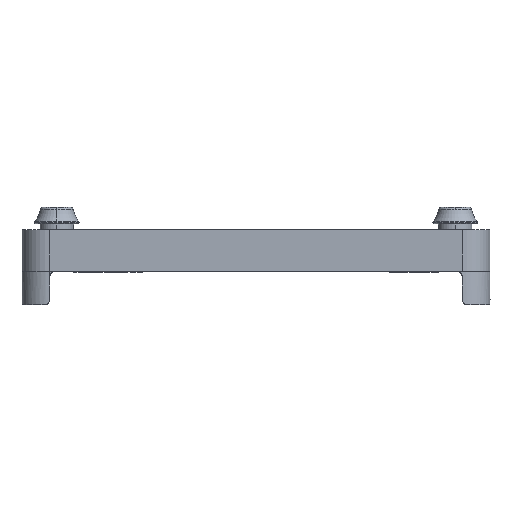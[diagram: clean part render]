
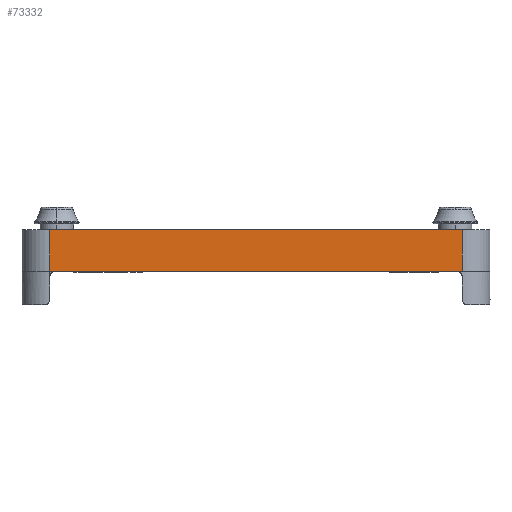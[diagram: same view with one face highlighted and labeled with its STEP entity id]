
A CAD part, left-side view. The second image highlights one B-rep face of the part: STEP entity #73332.
In plain terms, the highlighted planar face has unit normal (-1, 0, 0).
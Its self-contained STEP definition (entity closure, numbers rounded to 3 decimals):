
#1200=CARTESIAN_POINT('',(-42.0,36.968,-2.0));
#1201=VERTEX_POINT('',#1200);
#4759=CARTESIAN_POINT('',(-42.0,-36.968,-2.0));
#4760=VERTEX_POINT('',#4759);
#4768=CARTESIAN_POINT('',(-42.0,-36.968,-2.0));
#4769=DIRECTION('',(0.0,1.0,0.0));
#4770=VECTOR('',#4769,73.937);
#4771=LINE('',#4768,#4770);
#4772=EDGE_CURVE('',#4760,#1201,#4771,.T.);
#71475=CARTESIAN_POINT('',(-42.0,-37.0,-2.0));
#71476=VERTEX_POINT('',#71475);
#71484=CARTESIAN_POINT('',(-42.0,-37.0,-2.0));
#71485=DIRECTION('',(0.0,1.0,0.0));
#71486=VECTOR('',#71485,0.032);
#71487=LINE('',#71484,#71486);
#71488=EDGE_CURVE('',#71476,#4760,#71487,.T.);
#71833=CARTESIAN_POINT('',(-42.0,37.,-2.0));
#71834=VERTEX_POINT('',#71833);
#71852=CARTESIAN_POINT('',(-42.0,36.968,-2.0));
#71853=DIRECTION('',(0.0,1.0,0.0));
#71854=VECTOR('',#71853,0.032);
#71855=LINE('',#71852,#71854);
#71856=EDGE_CURVE('',#1201,#71834,#71855,.T.);
#73300=CARTESIAN_POINT('',(-42.0,-37.0,-2.0));
#73301=DIRECTION('',(-1.0,0.0,0.0));
#73302=DIRECTION('',(0.0,0.0,1.0));
#73303=AXIS2_PLACEMENT_3D('',#73300,#73301,#73302);
#73304=PLANE('',#73303);
#73305=CARTESIAN_POINT('',(-42.0,-37.0,5.5));
#73306=VERTEX_POINT('',#73305);
#73307=CARTESIAN_POINT('',(-42.0,-37.0,-2.0));
#73308=DIRECTION('',(0.0,0.0,1.0));
#73309=VECTOR('',#73308,7.5);
#73310=LINE('',#73307,#73309);
#73311=EDGE_CURVE('',#71476,#73306,#73310,.T.);
#73312=ORIENTED_EDGE('',*,*,#73311,.T.);
#73313=CARTESIAN_POINT('',(-42.0,37.,5.5));
#73314=VERTEX_POINT('',#73313);
#73315=CARTESIAN_POINT('',(-42.0,-37.0,5.5));
#73316=DIRECTION('',(0.0,1.0,0.0));
#73317=VECTOR('',#73316,74.0);
#73318=LINE('',#73315,#73317);
#73319=EDGE_CURVE('',#73306,#73314,#73318,.T.);
#73320=ORIENTED_EDGE('',*,*,#73319,.T.);
#73321=CARTESIAN_POINT('',(-42.0,37.,-2.0));
#73322=DIRECTION('',(0.0,0.0,1.0));
#73323=VECTOR('',#73322,7.5);
#73324=LINE('',#73321,#73323);
#73325=EDGE_CURVE('',#71834,#73314,#73324,.T.);
#73326=ORIENTED_EDGE('',*,*,#73325,.F.);
#73327=ORIENTED_EDGE('',*,*,#71856,.F.);
#73328=ORIENTED_EDGE('',*,*,#4772,.F.);
#73329=ORIENTED_EDGE('',*,*,#71488,.F.);
#73330=EDGE_LOOP('',(#73312,#73320,#73326,#73327,#73328,#73329));
#73331=FACE_OUTER_BOUND('',#73330,.T.);
#73332=ADVANCED_FACE('',(#73331),#73304,.T.);
